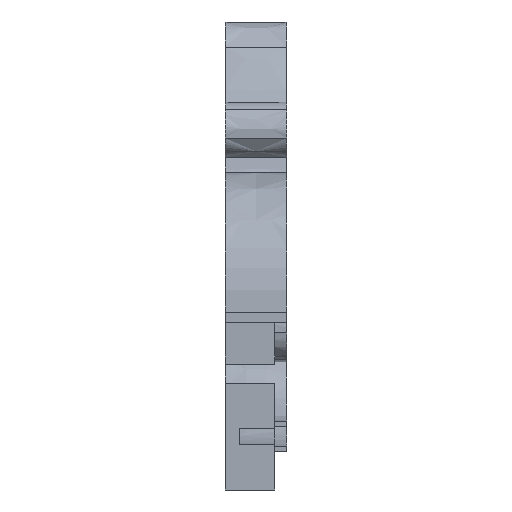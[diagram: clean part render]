
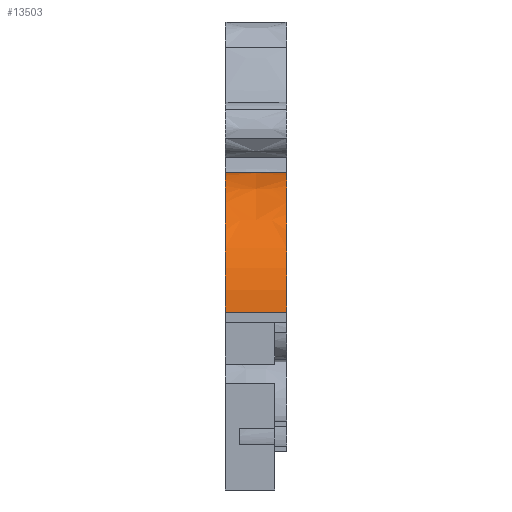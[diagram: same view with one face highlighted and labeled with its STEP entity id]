
A CAD part, front view. The second image highlights one B-rep face of the part: STEP entity #13503.
In plain terms, the highlighted face is a extrusion surface.
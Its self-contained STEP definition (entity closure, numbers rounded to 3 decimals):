
#11286=CARTESIAN_POINT('Vertex',(55.001,-361.236,88.211)) ;
#11290=CARTESIAN_POINT('Control Point',(55.001,-401.56,47.887)) ;
#11291=CARTESIAN_POINT('Control Point',(55.001,-401.56,51.623)) ;
#11292=CARTESIAN_POINT('Control Point',(55.001,-401.134,55.36)) ;
#11293=CARTESIAN_POINT('Control Point',(55.001,-400.269,59.029)) ;
#11294=CARTESIAN_POINT('Control Point',(55.001,-397.907,65.516)) ;
#11295=CARTESIAN_POINT('Control Point',(55.001,-394.237,71.349)) ;
#11296=CARTESIAN_POINT('Control Point',(55.001,-392.315,73.835)) ;
#11297=CARTESIAN_POINT('Control Point',(55.001,-388.022,78.404)) ;
#11298=CARTESIAN_POINT('Control Point',(55.001,-382.938,82.075)) ;
#11299=CARTESIAN_POINT('Control Point',(55.001,-380.227,83.659)) ;
#11300=CARTESIAN_POINT('Control Point',(55.001,-376.248,85.491)) ;
#11301=CARTESIAN_POINT('Control Point',(55.001,-372.074,86.762)) ;
#11302=CARTESIAN_POINT('Control Point',(55.001,-370.872,87.077)) ;
#11303=CARTESIAN_POINT('Control Point',(55.001,-368.445,87.614)) ;
#11304=CARTESIAN_POINT('Control Point',(55.001,-365.982,87.962)) ;
#11305=CARTESIAN_POINT('Control Point',(55.001,-364.741,88.089)) ;
#11306=CARTESIAN_POINT('Control Point',(55.001,-363.295,88.18)) ;
#11307=CARTESIAN_POINT('Control Point',(55.001,-361.847,88.207)) ;
#11308=CARTESIAN_POINT('Control Point',(55.001,-361.644,88.209)) ;
#11309=CARTESIAN_POINT('Control Point',(55.001,-361.44,88.211)) ;
#11310=CARTESIAN_POINT('Control Point',(55.001,-361.236,88.211)) ;
#11311=CARTESIAN_POINT('Vertex',(55.001,-401.56,47.887)) ;
#11722=CARTESIAN_POINT('Vertex',(37.301,-401.56,47.887)) ;
#13434=CARTESIAN_POINT('Line Origine',(46.151,-361.236,88.211)) ;
#13438=CARTESIAN_POINT('Vertex',(37.301,-361.236,88.211)) ;
#13454=CARTESIAN_POINT('Control Point',(55.001,-401.56,47.887)) ;
#13455=CARTESIAN_POINT('Control Point',(55.001,-401.56,53.701)) ;
#13456=CARTESIAN_POINT('Control Point',(55.001,-400.529,59.515)) ;
#13457=CARTESIAN_POINT('Control Point',(55.001,-398.413,65.078)) ;
#13458=CARTESIAN_POINT('Control Point',(55.001,-393.817,72.663)) ;
#13459=CARTESIAN_POINT('Control Point',(55.001,-387.462,78.701)) ;
#13460=CARTESIAN_POINT('Control Point',(55.001,-385.162,80.523)) ;
#13461=CARTESIAN_POINT('Control Point',(55.001,-380.103,83.837)) ;
#13462=CARTESIAN_POINT('Control Point',(55.001,-374.515,86.157)) ;
#13463=CARTESIAN_POINT('Control Point',(55.001,-371.524,87.069)) ;
#13464=CARTESIAN_POINT('Control Point',(55.001,-367.649,87.847)) ;
#13465=CARTESIAN_POINT('Control Point',(55.001,-363.724,88.148)) ;
#13466=CARTESIAN_POINT('Control Point',(55.001,-362.894,88.19)) ;
#13467=CARTESIAN_POINT('Control Point',(55.001,-362.065,88.211)) ;
#13468=CARTESIAN_POINT('Control Point',(55.001,-361.236,88.211)) ;
#13472=CARTESIAN_POINT('Line Origine',(45.639,-401.56,47.887)) ;
#13478=CARTESIAN_POINT('Control Point',(37.301,-401.56,47.887)) ;
#13479=CARTESIAN_POINT('Control Point',(37.301,-401.56,51.623)) ;
#13480=CARTESIAN_POINT('Control Point',(37.301,-401.134,55.36)) ;
#13481=CARTESIAN_POINT('Control Point',(37.301,-400.269,59.029)) ;
#13482=CARTESIAN_POINT('Control Point',(37.301,-397.907,65.516)) ;
#13483=CARTESIAN_POINT('Control Point',(37.301,-394.237,71.349)) ;
#13484=CARTESIAN_POINT('Control Point',(37.301,-392.315,73.835)) ;
#13485=CARTESIAN_POINT('Control Point',(37.301,-388.022,78.404)) ;
#13486=CARTESIAN_POINT('Control Point',(37.301,-382.938,82.075)) ;
#13487=CARTESIAN_POINT('Control Point',(37.301,-380.227,83.659)) ;
#13488=CARTESIAN_POINT('Control Point',(37.301,-376.248,85.491)) ;
#13489=CARTESIAN_POINT('Control Point',(37.301,-372.074,86.762)) ;
#13490=CARTESIAN_POINT('Control Point',(37.301,-370.872,87.077)) ;
#13491=CARTESIAN_POINT('Control Point',(37.301,-368.246,87.658)) ;
#13492=CARTESIAN_POINT('Control Point',(37.301,-365.579,88.018)) ;
#13493=CARTESIAN_POINT('Control Point',(37.301,-364.131,88.147)) ;
#13494=CARTESIAN_POINT('Control Point',(37.301,-362.684,88.211)) ;
#13495=CARTESIAN_POINT('Control Point',(37.301,-361.236,88.211)) ;
#13435=DIRECTION('Vector Direction',(-1.,0.,0.)) ;
#13469=DIRECTION('Vector Direction',(-1.,0.,0.)) ;
#13473=DIRECTION('Vector Direction',(-1.,0.,0.)) ;
#13498=ORIENTED_EDGE('',*,*,#13476,.F.) ;
#13499=ORIENTED_EDGE('',*,*,#11313,.T.) ;
#13500=ORIENTED_EDGE('',*,*,#13440,.T.) ;
#13501=ORIENTED_EDGE('',*,*,#13496,.F.) ;
#13436=VECTOR('Line Direction',#13435,1.) ;
#13470=VECTOR('Extrusion Surface Vector',#13469,1.) ;
#13474=VECTOR('Line Direction',#13473,1.) ;
#13503=ADVANCED_FACE('Surface.1',(#13502),#13471,.T.) ;
#11289=B_SPLINE_CURVE_WITH_KNOTS('',5,(#11290,#11291,#11292,#11293,#11294,#11295,#11296,#11297,#11298,#11299,#11300,#11301,#11302,#11303,#11304,#11305,#11306,#11307,#11308,#11309,#11310),.UNSPECIFIED.,.F.,.U.,(6,3,3,3,3,3,6),(0.,26.42,48.498,70.555,79.331,88.125,89.566),.UNSPECIFIED.) ;
#13453=B_SPLINE_CURVE_WITH_KNOTS('',5,(#13454,#13455,#13456,#13457,#13458,#13459,#13460,#13461,#13462,#13463,#13464,#13465,#13466,#13467,#13468),.UNSPECIFIED.,.F.,.U.,(6,3,3,3,6),(0.,29.073,43.661,59.193,63.338),.UNSPECIFIED.) ;
#13477=B_SPLINE_CURVE_WITH_KNOTS('',5,(#13478,#13479,#13480,#13481,#13482,#13483,#13484,#13485,#13486,#13487,#13488,#13489,#13490,#13491,#13492,#13493,#13494,#13495),.UNSPECIFIED.,.F.,.U.,(6,3,3,3,3,6),(0.,26.42,48.498,70.555,79.331,89.566),.UNSPECIFIED.) ;
#11313=EDGE_CURVE('',#11312,#11287,#11289,.T.) ;
#13440=EDGE_CURVE('',#11287,#13439,#13437,.T.) ;
#13476=EDGE_CURVE('',#11312,#11723,#13475,.T.) ;
#13496=EDGE_CURVE('',#11723,#13439,#13477,.T.) ;
#13497=EDGE_LOOP('',(#13498,#13499,#13500,#13501)) ;
#13502=FACE_OUTER_BOUND('',#13497,.T.) ;
#13437=LINE('Line',#13434,#13436) ;
#13475=LINE('Line',#13472,#13474) ;
#13471=SURFACE_OF_LINEAR_EXTRUSION('generated tabulated cylinder',#13453,#13470) ;
#11287=VERTEX_POINT('',#11286) ;
#11312=VERTEX_POINT('',#11311) ;
#11723=VERTEX_POINT('',#11722) ;
#13439=VERTEX_POINT('',#13438) ;
